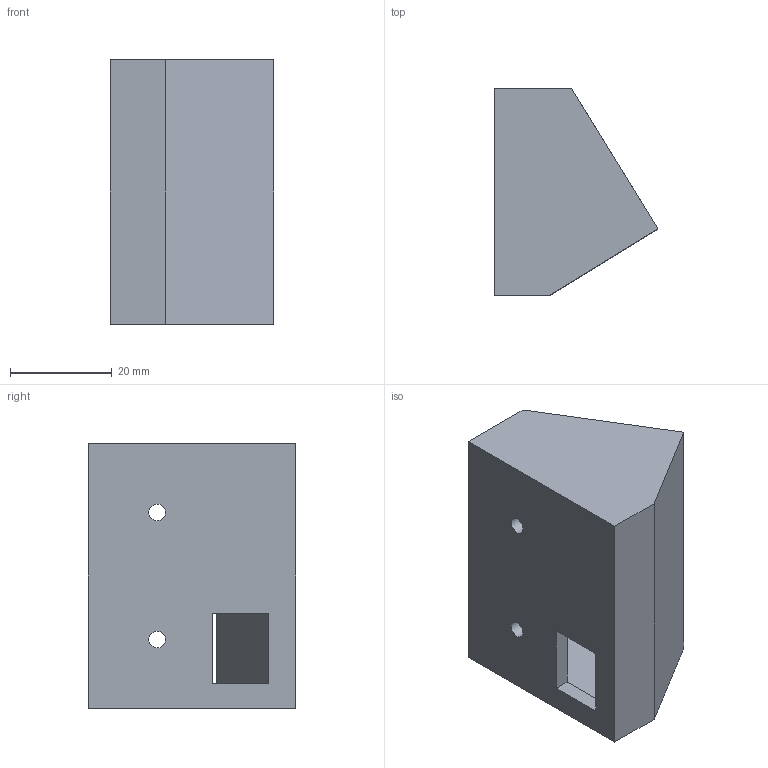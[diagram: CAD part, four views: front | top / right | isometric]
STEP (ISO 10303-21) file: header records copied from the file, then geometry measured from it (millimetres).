
FILE_DESCRIPTION(('FreeCAD Model'),'2;1');
FILE_NAME('Open CASCADE Shape Model','2024-11-30T15:39:24',(''),(''), 'Open CASCADE STEP processor 7.8','FreeCAD','Unknown');
FILE_SCHEMA(('AUTOMOTIVE_DESIGN { 1 0 10303 214 1 1 1 1 }'));
Length unit declared in the file: millimetre
Products named in the file (1): ThermometerHousingLIZ000009
Bounding box: 32.22 x 40.78 x 52 mm (x, y, z)
Volume: 16994.5 mm3; surface area: 12071.1 mm2
Topology: 1 solids, 1 shells, 19 faces, 48 edges, 32 vertices
Faces by surface type: plane 17, cylinder 2
Full cylindrical faces by diameter (mm): 3.3 x2
Entity records: 1224 total; most frequent: CARTESIAN_POINT 196, DIRECTION 188, LINE 136, VECTOR 136, ORIENTED_EDGE 96, PCURVE 96, DEFINITIONAL_REPRESENTATION 96, EDGE_CURVE 48
